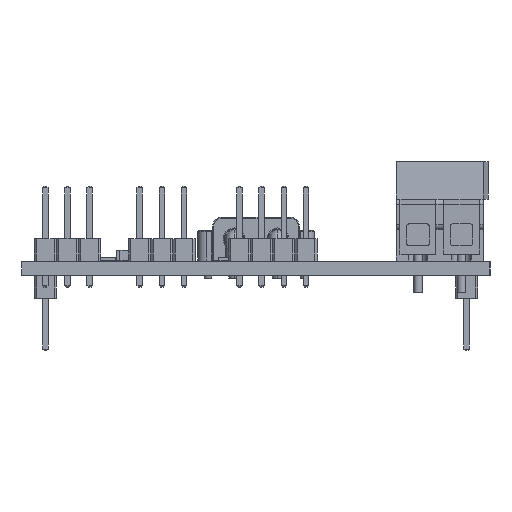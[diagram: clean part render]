
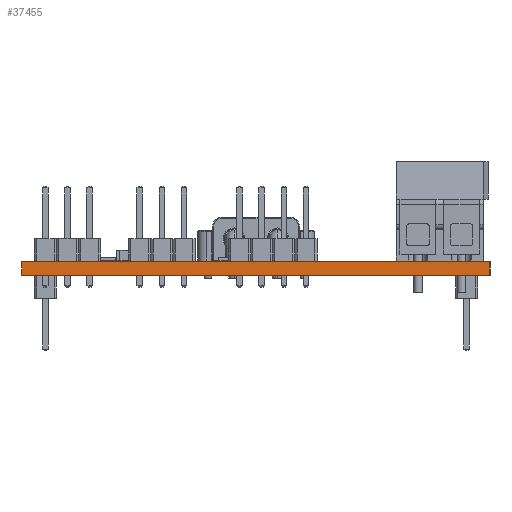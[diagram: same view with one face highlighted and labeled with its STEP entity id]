
A CAD part, left-side view. The second image highlights one B-rep face of the part: STEP entity #37455.
In plain terms, the highlighted planar face has unit normal (-1, 0, 0).
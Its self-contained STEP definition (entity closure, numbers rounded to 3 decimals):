
#36258 = VERTEX_POINT('',#36259);
#36259 = CARTESIAN_POINT('',(102.232,-67.434,0.));
#36265 = EDGE_CURVE('',#36266,#36258,#36268,.T.);
#36266 = VERTEX_POINT('',#36267);
#36267 = CARTESIAN_POINT('',(102.232,-121.034,0.));
#36268 = LINE('',#36269,#36270);
#36269 = CARTESIAN_POINT('',(102.232,-121.034,0.));
#36270 = VECTOR('',#36271,1.);
#36271 = DIRECTION('',(0.,1.,0.));
#36843 = VERTEX_POINT('',#36844);
#36844 = CARTESIAN_POINT('',(102.232,-67.434,1.6));
#36850 = EDGE_CURVE('',#36851,#36843,#36853,.T.);
#36851 = VERTEX_POINT('',#36852);
#36852 = CARTESIAN_POINT('',(102.232,-121.034,1.6));
#36853 = LINE('',#36854,#36855);
#36854 = CARTESIAN_POINT('',(102.232,-121.034,1.6));
#36855 = VECTOR('',#36856,1.);
#36856 = DIRECTION('',(0.,1.,0.));
#37425 = EDGE_CURVE('',#36258,#36843,#37426,.T.);
#37426 = LINE('',#37427,#37428);
#37427 = CARTESIAN_POINT('',(102.232,-67.434,0.));
#37428 = VECTOR('',#37429,1.);
#37429 = DIRECTION('',(0.,0.,1.));
#37455 = ADVANCED_FACE('',(#37456),#37467,.T.);
#37456 = FACE_BOUND('',#37457,.T.);
#37457 = EDGE_LOOP('',(#37458,#37464,#37465,#37466));
#37458 = ORIENTED_EDGE('',*,*,#37459,.T.);
#37459 = EDGE_CURVE('',#36266,#36851,#37460,.T.);
#37460 = LINE('',#37461,#37462);
#37461 = CARTESIAN_POINT('',(102.232,-121.034,0.));
#37462 = VECTOR('',#37463,1.);
#37463 = DIRECTION('',(0.,0.,1.));
#37464 = ORIENTED_EDGE('',*,*,#36850,.T.);
#37465 = ORIENTED_EDGE('',*,*,#37425,.F.);
#37466 = ORIENTED_EDGE('',*,*,#36265,.F.);
#37467 = PLANE('',#37468);
#37468 = AXIS2_PLACEMENT_3D('',#37469,#37470,#37471);
#37469 = CARTESIAN_POINT('',(102.232,-121.034,0.));
#37470 = DIRECTION('',(-1.,0.,0.));
#37471 = DIRECTION('',(0.,1.,0.));
